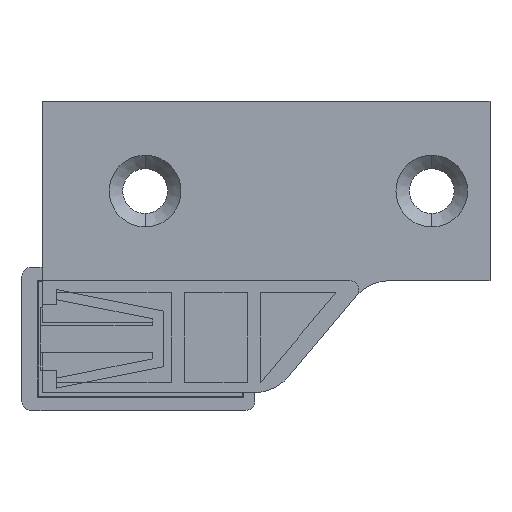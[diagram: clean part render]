
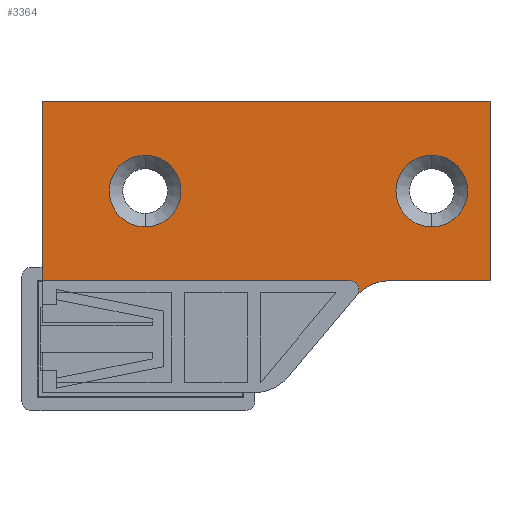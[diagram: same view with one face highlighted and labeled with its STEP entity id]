
A CAD part, left-side view. The second image highlights one B-rep face of the part: STEP entity #3364.
In plain terms, the highlighted face is planar.
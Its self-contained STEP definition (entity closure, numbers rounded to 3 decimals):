
#4 = VERTEX_POINT ( 'NONE', #4211 ) ;
#113 = DIRECTION ( 'NONE',  ( 0., 0., 1. ) ) ;
#136 = VECTOR ( 'NONE', #4153, 1000. ) ;
#195 = CARTESIAN_POINT ( 'NONE',  ( 0., -50., -1.75 ) ) ;
#197 = EDGE_CURVE ( 'NONE', #754, #1593, #2396, .T. ) ;
#210 = CARTESIAN_POINT ( 'NONE',  ( 0., -50., -1.75 ) ) ;
#216 = CARTESIAN_POINT ( 'NONE',  ( 20., -50., -1.75 ) ) ;
#252 = VERTEX_POINT ( 'NONE', #195 ) ;
#340 = DIRECTION ( 'NONE',  ( 1., 0., 0. ) ) ;
#343 = DIRECTION ( 'NONE',  ( 1., 0., 0. ) ) ;
#374 = FACE_BOUND ( 'NONE', #3520, .T. ) ;
#392 = AXIS2_PLACEMENT_3D ( 'NONE', #1655, #662, #340 ) ;
#435 = ORIENTED_EDGE ( 'NONE', *, *, #3651, .T. ) ;
#512 = CARTESIAN_POINT ( 'NONE',  ( 21.643, -35.12, -1.75 ) ) ;
#522 = ORIENTED_EDGE ( 'NONE', *, *, #197, .T. ) ;
#655 = EDGE_LOOP ( 'NONE', ( #522, #3592 ) ) ;
#662 = DIRECTION ( 'NONE',  ( 0., 0., 1. ) ) ;
#710 = CARTESIAN_POINT ( 'NONE',  ( 14., -43.5, -1.75 ) ) ;
#738 = VECTOR ( 'NONE', #3291, 1000. ) ;
#754 = VERTEX_POINT ( 'NONE', #1259 ) ;
#847 = DIRECTION ( 'NONE',  ( 0., 0., 1. ) ) ;
#946 = EDGE_CURVE ( 'NONE', #1751, #1462, #3951, .T. ) ;
#989 = DIRECTION ( 'NONE',  ( 1., 0., 0. ) ) ;
#990 = DIRECTION ( 'NONE',  ( 0., 0., 1. ) ) ;
#1023 = PLANE ( 'NONE',  #4208 ) ;
#1052 = ORIENTED_EDGE ( 'NONE', *, *, #2025, .T. ) ;
#1077 = CARTESIAN_POINT ( 'NONE',  ( 14., -11.5, -1.75 ) ) ;
#1090 = EDGE_LOOP ( 'NONE', ( #3083, #2430, #1859, #435, #3257, #1689, #1052, #4145 ) ) ;
#1128 = FACE_BOUND ( 'NONE', #655, .T. ) ;
#1179 = EDGE_CURVE ( 'NONE', #1593, #754, #2512, .T. ) ;
#1218 = EDGE_CURVE ( 'NONE', #4210, #4, #4271, .T. ) ;
#1245 = EDGE_CURVE ( 'NONE', #3460, #2113, #2338, .T. ) ;
#1259 = CARTESIAN_POINT ( 'NONE',  ( 6., -11.5, -1.75 ) ) ;
#1272 = ORIENTED_EDGE ( 'NONE', *, *, #946, .T. ) ;
#1309 = ORIENTED_EDGE ( 'NONE', *, *, #1414, .T. ) ;
#1318 = DIRECTION ( 'NONE',  ( -0.766, -0.643, 0. ) ) ;
#1329 = CARTESIAN_POINT ( 'NONE',  ( 0., -50., -1.75 ) ) ;
#1414 = EDGE_CURVE ( 'NONE', #1462, #1751, #1425, .T. ) ;
#1425 = CIRCLE ( 'NONE', #392, 4. ) ;
#1437 = VERTEX_POINT ( 'NONE', #3632 ) ;
#1448 = EDGE_CURVE ( 'NONE', #1437, #4210, #2268, .T. ) ;
#1462 = VERTEX_POINT ( 'NONE', #710 ) ;
#1466 = DIRECTION ( 'NONE',  ( 0., 1., 0. ) ) ;
#1518 = CIRCLE ( 'NONE', #3782, 1. ) ;
#1542 = EDGE_CURVE ( 'NONE', #3535, #3716, #2595, .T. ) ;
#1571 = CIRCLE ( 'NONE', #2869, 5. ) ;
#1593 = VERTEX_POINT ( 'NONE', #1077 ) ;
#1629 = VECTOR ( 'NONE', #3952, 1000. ) ;
#1655 = CARTESIAN_POINT ( 'NONE',  ( 10., -43.5, -1.75 ) ) ;
#1687 = DIRECTION ( 'NONE',  ( 0., 0., 1. ) ) ;
#1689 = ORIENTED_EDGE ( 'NONE', *, *, #3915, .F. ) ;
#1751 = VERTEX_POINT ( 'NONE', #3777 ) ;
#1859 = ORIENTED_EDGE ( 'NONE', *, *, #1245, .F. ) ;
#1890 = AXIS2_PLACEMENT_3D ( 'NONE', #2489, #847, #2810 ) ;
#1933 = CARTESIAN_POINT ( 'NONE',  ( 25., -38.83, -1.75 ) ) ;
#1978 = CARTESIAN_POINT ( 'NONE',  ( 0., 0., -1.75 ) ) ;
#1982 = VECTOR ( 'NONE', #1318, 1000. ) ;
#2025 = EDGE_CURVE ( 'NONE', #252, #4, #3033, .T. ) ;
#2037 = CARTESIAN_POINT ( 'NONE',  ( 20., -50., -1.75 ) ) ;
#2041 = CARTESIAN_POINT ( 'NONE',  ( 20., -38.83, -1.75 ) ) ;
#2113 = VERTEX_POINT ( 'NONE', #512 ) ;
#2122 = LINE ( 'NONE', #210, #136 ) ;
#2129 = DIRECTION ( 'NONE',  ( 1., 0., 0. ) ) ;
#2268 = LINE ( 'NONE', #3567, #1629 ) ;
#2338 = LINE ( 'NONE', #2943, #1982 ) ;
#2380 = VECTOR ( 'NONE', #3067, 1000. ) ;
#2396 = CIRCLE ( 'NONE', #2671, 4. ) ;
#2420 = DIRECTION ( 'NONE',  ( 1., 0., 0. ) ) ;
#2430 = ORIENTED_EDGE ( 'NONE', *, *, #2825, .T. ) ;
#2489 = CARTESIAN_POINT ( 'NONE',  ( 10., -43.5, -1.75 ) ) ;
#2512 = CIRCLE ( 'NONE', #3822, 4. ) ;
#2595 = LINE ( 'NONE', #2037, #2380 ) ;
#2660 = CARTESIAN_POINT ( 'NONE',  ( 20., 0., -1.75 ) ) ;
#2671 = AXIS2_PLACEMENT_3D ( 'NONE', #4097, #113, #2129 ) ;
#2706 = CARTESIAN_POINT ( 'NONE',  ( 0., -50., -1.75 ) ) ;
#2720 = CARTESIAN_POINT ( 'NONE',  ( 21., -34.354, -1.75 ) ) ;
#2748 = DIRECTION ( 'NONE',  ( 1., 0., 0. ) ) ;
#2789 = CARTESIAN_POINT ( 'NONE',  ( 21.784, -35.001, -1.75 ) ) ;
#2810 = DIRECTION ( 'NONE',  ( 1., 0., 0. ) ) ;
#2825 = EDGE_CURVE ( 'NONE', #1437, #2113, #1518, .T. ) ;
#2869 = AXIS2_PLACEMENT_3D ( 'NONE', #1933, #3247, #989 ) ;
#2943 = CARTESIAN_POINT ( 'NONE',  ( 1.625, -51.935, -1.75 ) ) ;
#3033 = LINE ( 'NONE', #2706, #3212 ) ;
#3067 = DIRECTION ( 'NONE',  ( 0., 1., 0. ) ) ;
#3083 = ORIENTED_EDGE ( 'NONE', *, *, #1448, .F. ) ;
#3212 = VECTOR ( 'NONE', #1466, 1000. ) ;
#3247 = DIRECTION ( 'NONE',  ( 0., 0., 1. ) ) ;
#3249 = CARTESIAN_POINT ( 'NONE',  ( 10., -11.5, -1.75 ) ) ;
#3257 = ORIENTED_EDGE ( 'NONE', *, *, #1542, .F. ) ;
#3291 = DIRECTION ( 'NONE',  ( -1., 0., 0. ) ) ;
#3364 = ADVANCED_FACE ( 'NONE', ( #374, #1128, #3965 ), #1023, .F. ) ;
#3460 = VERTEX_POINT ( 'NONE', #2789 ) ;
#3520 = EDGE_LOOP ( 'NONE', ( #1272, #1309 ) ) ;
#3535 = VERTEX_POINT ( 'NONE', #216 ) ;
#3567 = CARTESIAN_POINT ( 'NONE',  ( 20., -50., -1.75 ) ) ;
#3592 = ORIENTED_EDGE ( 'NONE', *, *, #1179, .T. ) ;
#3632 = CARTESIAN_POINT ( 'NONE',  ( 20., -34.354, -1.75 ) ) ;
#3651 = EDGE_CURVE ( 'NONE', #3460, #3716, #1571, .T. ) ;
#3716 = VERTEX_POINT ( 'NONE', #2041 ) ;
#3717 = DIRECTION ( 'NONE',  ( 0., 0., 1. ) ) ;
#3777 = CARTESIAN_POINT ( 'NONE',  ( 6., -43.5, -1.75 ) ) ;
#3782 = AXIS2_PLACEMENT_3D ( 'NONE', #2720, #3717, #2420 ) ;
#3822 = AXIS2_PLACEMENT_3D ( 'NONE', #3249, #990, #343 ) ;
#3915 = EDGE_CURVE ( 'NONE', #252, #3535, #2122, .T. ) ;
#3951 = CIRCLE ( 'NONE', #1890, 4. ) ;
#3952 = DIRECTION ( 'NONE',  ( 0., 1., 0. ) ) ;
#3965 = FACE_OUTER_BOUND ( 'NONE', #1090, .T. ) ;
#4097 = CARTESIAN_POINT ( 'NONE',  ( 10., -11.5, -1.75 ) ) ;
#4145 = ORIENTED_EDGE ( 'NONE', *, *, #1218, .F. ) ;
#4153 = DIRECTION ( 'NONE',  ( 1., 0., 0. ) ) ;
#4208 = AXIS2_PLACEMENT_3D ( 'NONE', #1329, #1687, #2748 ) ;
#4210 = VERTEX_POINT ( 'NONE', #2660 ) ;
#4211 = CARTESIAN_POINT ( 'NONE',  ( 0., 0., -1.75 ) ) ;
#4271 = LINE ( 'NONE', #1978, #738 ) ;
